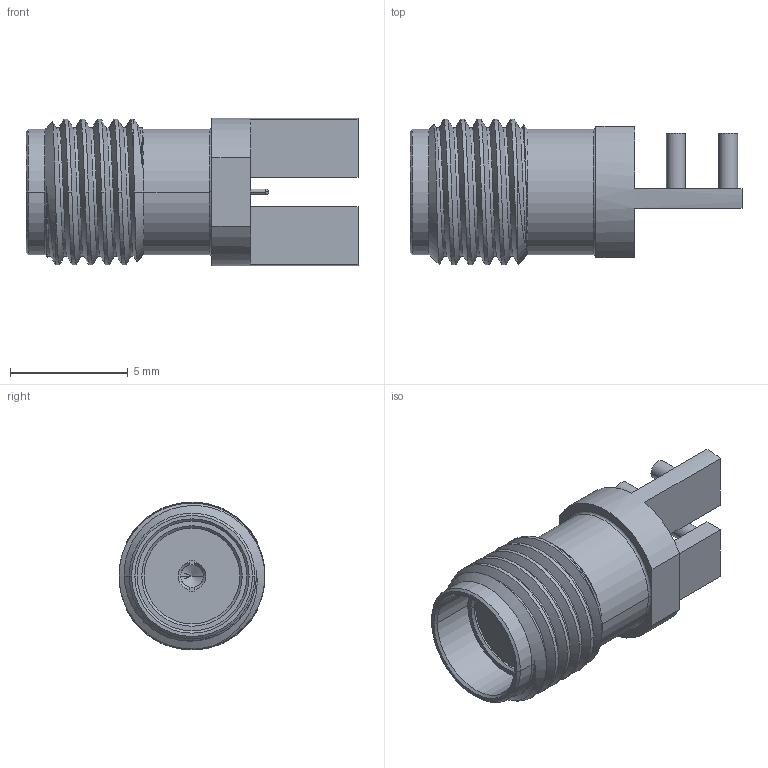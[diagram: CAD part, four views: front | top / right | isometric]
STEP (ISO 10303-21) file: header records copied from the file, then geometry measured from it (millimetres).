
FILE_DESCRIPTION((''),'2;1');
FILE_NAME('901-10510-2_SW0002','2019-12-05T',('Madhan'),(''),'CREO PARAMETRIC BY PTC INC, 2018360','CREO PARAMETRIC BY PTC INC, 2018360','');
FILE_SCHEMA(('CONFIG_CONTROL_DESIGN'));
Length unit declared in the file: millimetre
Products named in the file (1): 901-10510-2_SW0002
Bounding box: 14.08 x 6.19 x 6.27 mm (x, y, z)
Volume: 227.4 mm3; surface area: 395.6 mm2
Topology: 1 solids, 1 shells, 88 faces, 211 edges, 131 vertices
Faces by surface type: cylinder 35, plane 26, cone 14, bspline 9, torus 2, sphere 2
Entity records: 5303 total; most frequent: CARTESIAN_POINT 3268, ORIENTED_EDGE 414, DIRECTION 408, EDGE_CURVE 207, AXIS2_PLACEMENT_3D 158, VERTEX_POINT 131, EDGE_LOOP 98, VECTOR 92
